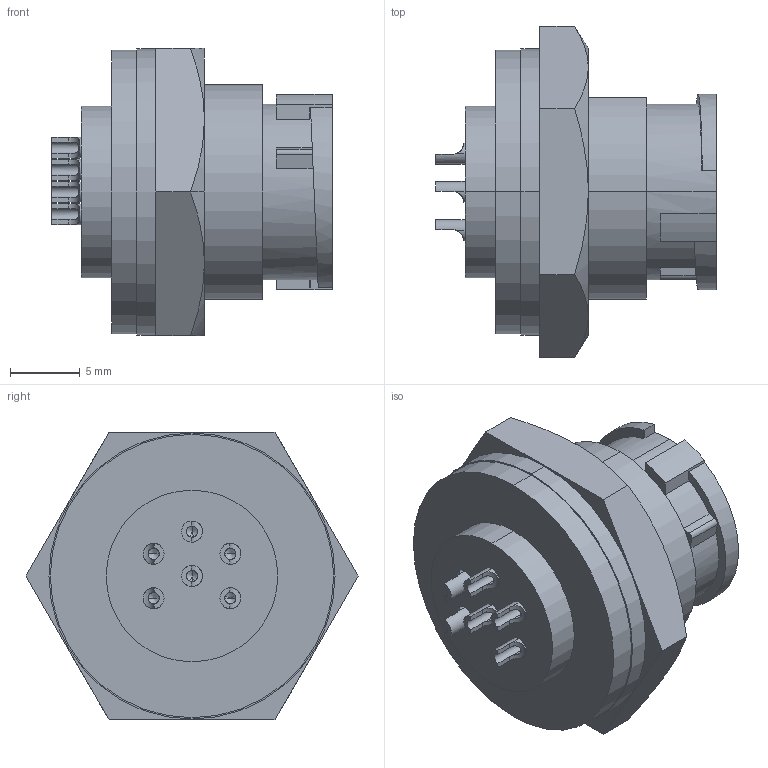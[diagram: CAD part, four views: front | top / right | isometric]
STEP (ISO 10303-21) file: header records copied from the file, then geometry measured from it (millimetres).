
FILE_DESCRIPTION (( 'STEP AP203' ), '1' );
FILE_NAME ('P245.STEP', '2020-03-31T06:43:45', ( 'edpusr' ), ( 'Microsoft' ), 'SwSTEP 2.0', 'SolidWorks 2015', '' );
FILE_SCHEMA (( 'CONFIG_CONTROL_DESIGN' ));
Length unit declared in the file: millimetre
Products named in the file (1): P245
Bounding box: 20.1 x 23.79 x 20.6 mm (x, y, z)
Volume: 3195.1 mm3; surface area: 2211.6 mm2
Topology: 1 solids, 1 shells, 156 faces, 429 edges, 254 vertices
Faces by surface type: cylinder 67, plane 54, cone 21, bspline 14
Entity records: 5151 total; most frequent: CARTESIAN_POINT 1380, ORIENTED_EDGE 782, DIRECTION 756, EDGE_CURVE 391, AXIS2_PLACEMENT_3D 282, VERTEX_POINT 254, VECTOR 192, LINE 192
